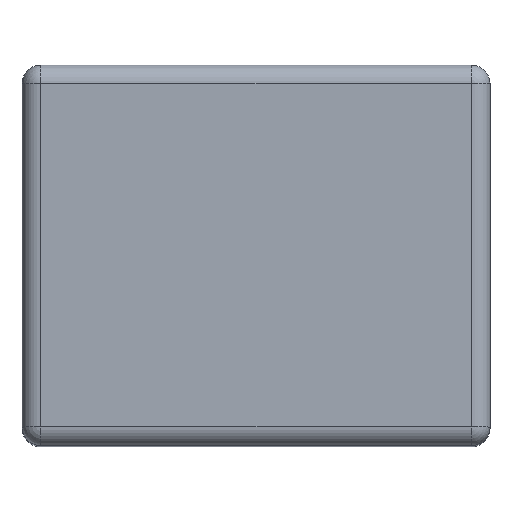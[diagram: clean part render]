
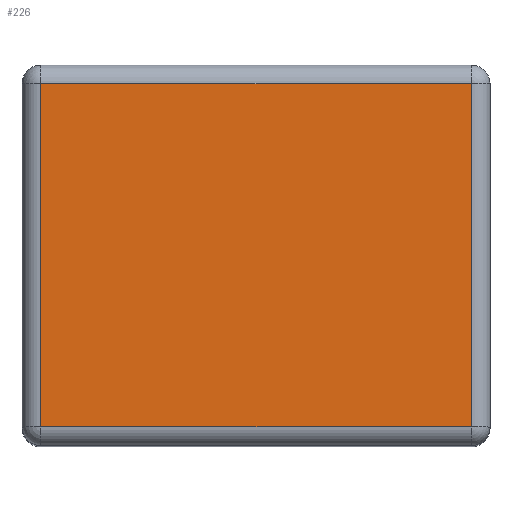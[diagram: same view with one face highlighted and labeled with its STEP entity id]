
A CAD part, top view. The second image highlights one B-rep face of the part: STEP entity #226.
In plain terms, the highlighted planar face has unit normal (0, 0, 1).
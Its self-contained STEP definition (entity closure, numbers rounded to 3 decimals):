
#72=CARTESIAN_POINT('',(3.45,-2.75,11.1));
#73=VERTEX_POINT('',#72);
#81=CARTESIAN_POINT('',(-3.45,-2.75,11.1));
#82=VERTEX_POINT('',#81);
#83=CARTESIAN_POINT('',(3.45,-2.75,11.1));
#84=DIRECTION('',(-1.0,0.0,0.0));
#85=VECTOR('',#84,6.9);
#86=LINE('',#83,#85);
#87=EDGE_CURVE('',#73,#82,#86,.T.);
#159=CARTESIAN_POINT('',(-3.45,2.75,11.1));
#160=VERTEX_POINT('',#159);
#161=CARTESIAN_POINT('',(-3.45,-2.75,11.1));
#162=DIRECTION('',(0.0,1.0,0.0));
#163=VECTOR('',#162,5.5);
#164=LINE('',#161,#163);
#165=EDGE_CURVE('',#82,#160,#164,.T.);
#203=CARTESIAN_POINT('',(0.,0.,11.1));
#204=DIRECTION('',(0.0,0.0,1.0));
#205=DIRECTION('',(1.0,0.0,0.0));
#206=AXIS2_PLACEMENT_3D('',#203,#204,#205);
#207=PLANE('',#206);
#208=CARTESIAN_POINT('',(3.45,2.75,11.1));
#209=VERTEX_POINT('',#208);
#210=CARTESIAN_POINT('',(-3.45,2.75,11.1));
#211=DIRECTION('',(1.0,0.0,0.0));
#212=VECTOR('',#211,6.9);
#213=LINE('',#210,#212);
#214=EDGE_CURVE('',#160,#209,#213,.T.);
#215=ORIENTED_EDGE('',*,*,#214,.F.);
#216=ORIENTED_EDGE('',*,*,#165,.F.);
#217=ORIENTED_EDGE('',*,*,#87,.F.);
#218=CARTESIAN_POINT('',(3.45,2.75,11.1));
#219=DIRECTION('',(0.0,-1.0,0.0));
#220=VECTOR('',#219,5.5);
#221=LINE('',#218,#220);
#222=EDGE_CURVE('',#209,#73,#221,.T.);
#223=ORIENTED_EDGE('',*,*,#222,.F.);
#224=EDGE_LOOP('',(#215,#216,#217,#223));
#225=FACE_OUTER_BOUND('',#224,.T.);
#226=ADVANCED_FACE('',(#225),#207,.T.);
